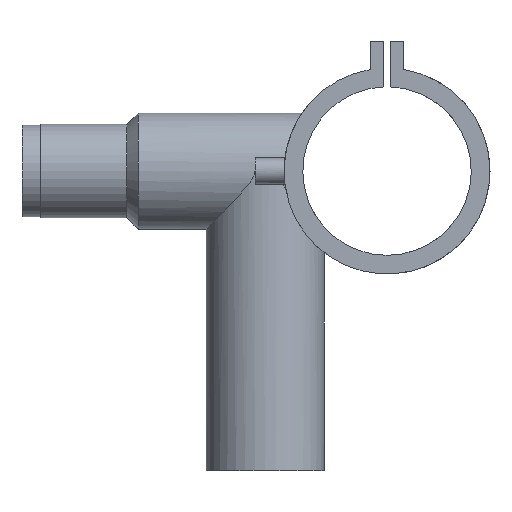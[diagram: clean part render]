
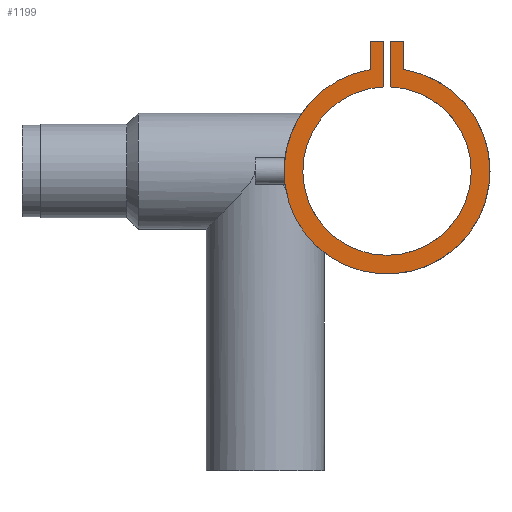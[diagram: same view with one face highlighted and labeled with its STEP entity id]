
A CAD part, left-side view. The second image highlights one B-rep face of the part: STEP entity #1199.
In plain terms, the highlighted planar face has unit normal (-1, 0, 0).
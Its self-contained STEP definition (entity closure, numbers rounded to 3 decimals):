
#9 = VECTOR ( 'NONE', #2155, 1000. ) ;
#11 = CARTESIAN_POINT ( 'NONE',  ( -69., 2., 69.259 ) ) ;
#337 = LINE ( 'NONE', #1433, #9 ) ;
#347 = DIRECTION ( 'NONE',  ( 0., 0., -1. ) ) ;
#371 = LINE ( 'NONE', #1470, #1279 ) ;
#376 = CARTESIAN_POINT ( 'NONE',  ( -69., 9., 69.259 ) ) ;
#380 = CARTESIAN_POINT ( 'NONE',  ( -69., -2., 69.259 ) ) ;
#403 = CARTESIAN_POINT ( 'NONE',  ( -69., -2., 69.259 ) ) ;
#422 = DIRECTION ( 'NONE',  ( 0., 0., -1. ) ) ;
#425 = AXIS2_PLACEMENT_3D ( 'NONE', #2543, #955, #1913 ) ;
#466 = CARTESIAN_POINT ( 'NONE',  ( -69., -9., 69.259 ) ) ;
#468 = CIRCLE ( 'NONE', #425, 45. ) ;
#474 = CARTESIAN_POINT ( 'NONE',  ( -69., -2., 69.259 ) ) ;
#486 = VECTOR ( 'NONE', #1480, 1000. ) ;
#572 = CARTESIAN_POINT ( 'NONE',  ( -69., 9., 54.259 ) ) ;
#616 = PLANE ( 'NONE',  #869 ) ;
#719 = EDGE_CURVE ( 'NONE', #1620, #1696, #2298, .T. ) ;
#765 = EDGE_CURVE ( 'NONE', #816, #1327, #1216, .T. ) ;
#799 = EDGE_LOOP ( 'NONE', ( #1639, #1582, #1415, #1150, #906, #905, #894, #898 ) ) ;
#816 = VERTEX_POINT ( 'NONE', #11 ) ;
#866 = VERTEX_POINT ( 'NONE', #1734 ) ;
#869 = AXIS2_PLACEMENT_3D ( 'NONE', #1711, #2286, #347 ) ;
#894 = ORIENTED_EDGE ( 'NONE', *, *, #1847, .F. ) ;
#898 = ORIENTED_EDGE ( 'NONE', *, *, #719, .F. ) ;
#905 = ORIENTED_EDGE ( 'NONE', *, *, #765, .F. ) ;
#906 = ORIENTED_EDGE ( 'NONE', *, *, #1555, .F. ) ;
#946 = CARTESIAN_POINT ( 'NONE',  ( -69., 9., 69.259 ) ) ;
#951 = VERTEX_POINT ( 'NONE', #403 ) ;
#955 = DIRECTION ( 'NONE',  ( -1., 0., 0. ) ) ;
#976 = EDGE_CURVE ( 'NONE', #1667, #1620, #1169, .T. ) ;
#984 = VECTOR ( 'NONE', #1574, 1000. ) ;
#1091 = EDGE_CURVE ( 'NONE', #866, #951, #2343, .T. ) ;
#1119 = AXIS2_PLACEMENT_3D ( 'NONE', #1774, #2319, #422 ) ;
#1150 = ORIENTED_EDGE ( 'NONE', *, *, #1091, .F. ) ;
#1169 = CIRCLE ( 'NONE', #1119, 55. ) ;
#1199 = ADVANCED_FACE ( 'NONE', ( #2403 ), #616, .F. ) ;
#1216 = LINE ( 'NONE', #2053, #1441 ) ;
#1279 = VECTOR ( 'NONE', #2176, 1000. ) ;
#1327 = VERTEX_POINT ( 'NONE', #1801 ) ;
#1415 = ORIENTED_EDGE ( 'NONE', *, *, #1512, .F. ) ;
#1433 = CARTESIAN_POINT ( 'NONE',  ( -69., 9., 69.259 ) ) ;
#1441 = VECTOR ( 'NONE', #2541, 1000. ) ;
#1463 = VECTOR ( 'NONE', #1476, 1000. ) ;
#1470 = CARTESIAN_POINT ( 'NONE',  ( -69., -9., 69.259 ) ) ;
#1476 = DIRECTION ( 'NONE',  ( 0., 0., 1. ) ) ;
#1480 = DIRECTION ( 'NONE',  ( 0., -1., 0. ) ) ;
#1512 = EDGE_CURVE ( 'NONE', #951, #1590, #2299, .T. ) ;
#1555 = EDGE_CURVE ( 'NONE', #1327, #866, #468, .T. ) ;
#1574 = DIRECTION ( 'NONE',  ( 0., 0., 1. ) ) ;
#1582 = ORIENTED_EDGE ( 'NONE', *, *, #2126, .F. ) ;
#1590 = VERTEX_POINT ( 'NONE', #466 ) ;
#1620 = VERTEX_POINT ( 'NONE', #572 ) ;
#1639 = ORIENTED_EDGE ( 'NONE', *, *, #976, .F. ) ;
#1667 = VERTEX_POINT ( 'NONE', #1875 ) ;
#1696 = VERTEX_POINT ( 'NONE', #946 ) ;
#1711 = CARTESIAN_POINT ( 'NONE',  ( -69., 0., 0. ) ) ;
#1734 = CARTESIAN_POINT ( 'NONE',  ( -69., -2., 44.956 ) ) ;
#1774 = CARTESIAN_POINT ( 'NONE',  ( -69., 0., 0. ) ) ;
#1801 = CARTESIAN_POINT ( 'NONE',  ( -69., 2., 44.956 ) ) ;
#1847 = EDGE_CURVE ( 'NONE', #1696, #816, #337, .T. ) ;
#1875 = CARTESIAN_POINT ( 'NONE',  ( -69., -9., 54.259 ) ) ;
#1913 = DIRECTION ( 'NONE',  ( 0., 0., -1. ) ) ;
#2053 = CARTESIAN_POINT ( 'NONE',  ( -69., 2., 69.259 ) ) ;
#2126 = EDGE_CURVE ( 'NONE', #1590, #1667, #371, .T. ) ;
#2155 = DIRECTION ( 'NONE',  ( 0., -1., 0. ) ) ;
#2176 = DIRECTION ( 'NONE',  ( 0., 0., -1. ) ) ;
#2286 = DIRECTION ( 'NONE',  ( 1., 0., 0. ) ) ;
#2298 = LINE ( 'NONE', #376, #1463 ) ;
#2299 = LINE ( 'NONE', #380, #486 ) ;
#2319 = DIRECTION ( 'NONE',  ( 1., 0., 0. ) ) ;
#2343 = LINE ( 'NONE', #474, #984 ) ;
#2403 = FACE_OUTER_BOUND ( 'NONE', #799, .T. ) ;
#2541 = DIRECTION ( 'NONE',  ( 0., 0., -1. ) ) ;
#2543 = CARTESIAN_POINT ( 'NONE',  ( -69., 0., 0. ) ) ;
